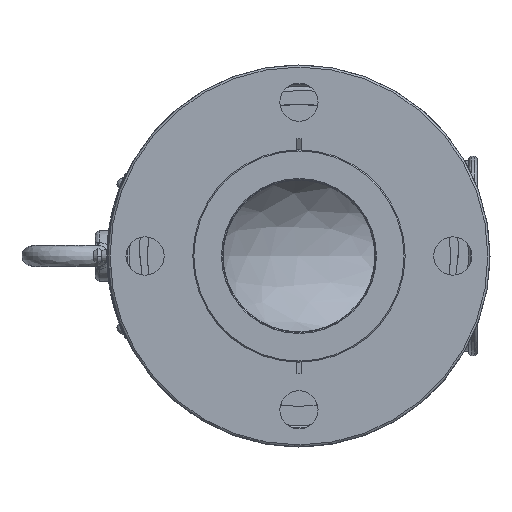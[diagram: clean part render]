
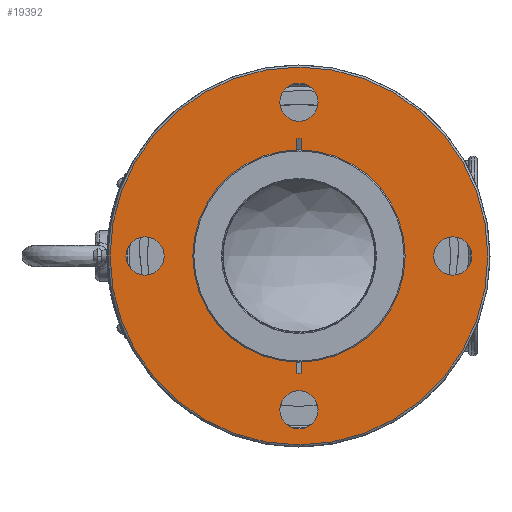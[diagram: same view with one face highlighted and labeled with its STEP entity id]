
A CAD part, left-side view. The second image highlights one B-rep face of the part: STEP entity #19392.
In plain terms, the highlighted planar face has unit normal (-1, 0, 0).
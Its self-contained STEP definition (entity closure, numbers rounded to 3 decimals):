
#732 = DIRECTION ( 'NONE',  ( 0., 0., -1. ) ) ;
#800 = EDGE_LOOP ( 'NONE', ( #4008, #5849, #13713, #2739, #27157, #23571, #18540, #16852 ) ) ;
#1253 = EDGE_CURVE ( 'NONE', #24912, #30780, #31022, .T. ) ;
#1495 = EDGE_LOOP ( 'NONE', ( #21282 ) ) ;
#1761 = DIRECTION ( 'NONE',  ( 0., 0., -1. ) ) ;
#2512 = DIRECTION ( 'NONE',  ( -1., 0., 0. ) ) ;
#2636 = LINE ( 'NONE', #28443, #14568 ) ;
#2695 = DIRECTION ( 'NONE',  ( 0., 0., 1. ) ) ;
#2739 = ORIENTED_EDGE ( 'NONE', *, *, #4914, .F. ) ;
#2956 = EDGE_LOOP ( 'NONE', ( #8418 ) ) ;
#3964 = EDGE_CURVE ( 'NONE', #29570, #12577, #20494, .T. ) ;
#4008 = ORIENTED_EDGE ( 'NONE', *, *, #8113, .F. ) ;
#4914 = EDGE_CURVE ( 'NONE', #30780, #25724, #25116, .T. ) ;
#5151 = AXIS2_PLACEMENT_3D ( 'NONE', #9730, #24628, #27012 ) ;
#5201 = DIRECTION ( 'NONE',  ( 0., 0., -1. ) ) ;
#5282 = CARTESIAN_POINT ( 'NONE',  ( 12., 1., 55.35 ) ) ;
#5477 = EDGE_CURVE ( 'NONE', #30343, #21303, #26232, .T. ) ;
#5764 = CARTESIAN_POINT ( 'NONE',  ( 12., 1., 0. ) ) ;
#5849 = ORIENTED_EDGE ( 'NONE', *, *, #3964, .F. ) ;
#6260 = DIRECTION ( 'NONE',  ( 0., 0., 1. ) ) ;
#6593 = DIRECTION ( 'NONE',  ( 1., 0., 0. ) ) ;
#6616 = EDGE_CURVE ( 'NONE', #25724, #29570, #19622, .T. ) ;
#7631 = FACE_BOUND ( 'NONE', #21342, .T. ) ;
#7891 = VERTEX_POINT ( 'NONE', #10192 ) ;
#8004 = DIRECTION ( 'NONE',  ( -1., 0., 0. ) ) ;
#8019 = FACE_BOUND ( 'NONE', #31702, .T. ) ;
#8036 = DIRECTION ( 'NONE',  ( 0., 0., 1. ) ) ;
#8113 = EDGE_CURVE ( 'NONE', #12577, #22486, #19214, .T. ) ;
#8299 = VERTEX_POINT ( 'NONE', #16680 ) ;
#8343 = EDGE_CURVE ( 'NONE', #25666, #25666, #18060, .T. ) ;
#8418 = ORIENTED_EDGE ( 'NONE', *, *, #24462, .F. ) ;
#8884 = VECTOR ( 'NONE', #2695, 1000. ) ;
#9423 = AXIS2_PLACEMENT_3D ( 'NONE', #10170, #8004, #10479 ) ;
#9581 = DIRECTION ( 'NONE',  ( -1., 0., 0. ) ) ;
#9730 = CARTESIAN_POINT ( 'NONE',  ( 12., 0., 72.5 ) ) ;
#10096 = DIRECTION ( 'NONE',  ( -1., 0., 0. ) ) ;
#10170 = CARTESIAN_POINT ( 'NONE',  ( 12., 0., 0. ) ) ;
#10192 = CARTESIAN_POINT ( 'NONE',  ( 12., 0., -63.5 ) ) ;
#10479 = DIRECTION ( 'NONE',  ( 0., -1., 0. ) ) ;
#10925 = CARTESIAN_POINT ( 'NONE',  ( 12., -72.5, 0. ) ) ;
#11822 = EDGE_CURVE ( 'NONE', #8299, #8299, #25674, .T. ) ;
#12128 = VERTEX_POINT ( 'NONE', #29527 ) ;
#12577 = VERTEX_POINT ( 'NONE', #29888 ) ;
#12627 = FACE_BOUND ( 'NONE', #1495, .T. ) ;
#12677 = DIRECTION ( 'NONE',  ( -1., 0., 0. ) ) ;
#13713 = ORIENTED_EDGE ( 'NONE', *, *, #6616, .F. ) ;
#14568 = VECTOR ( 'NONE', #18405, 1000. ) ;
#15155 = CARTESIAN_POINT ( 'NONE',  ( 12., 0., 0. ) ) ;
#15164 = CARTESIAN_POINT ( 'NONE',  ( 12., -1., 0. ) ) ;
#15355 = EDGE_LOOP ( 'NONE', ( #16510 ) ) ;
#15717 = AXIS2_PLACEMENT_3D ( 'NONE', #10925, #30697, #22802 ) ;
#15857 = CARTESIAN_POINT ( 'NONE',  ( 12., -1., 0. ) ) ;
#16228 = LINE ( 'NONE', #15857, #21610 ) ;
#16459 = AXIS2_PLACEMENT_3D ( 'NONE', #27412, #2512, #29897 ) ;
#16510 = ORIENTED_EDGE ( 'NONE', *, *, #8343, .F. ) ;
#16680 = CARTESIAN_POINT ( 'NONE',  ( 12., -72.5, 9. ) ) ;
#16852 = ORIENTED_EDGE ( 'NONE', *, *, #28617, .F. ) ;
#17341 = AXIS2_PLACEMENT_3D ( 'NONE', #20217, #27590, #8036 ) ;
#18060 = CIRCLE ( 'NONE', #5151, 9. ) ;
#18405 = DIRECTION ( 'NONE',  ( 0., 0., -1. ) ) ;
#18540 = ORIENTED_EDGE ( 'NONE', *, *, #5477, .F. ) ;
#18819 = FACE_OUTER_BOUND ( 'NONE', #2956, .T. ) ;
#18986 = CIRCLE ( 'NONE', #31479, 89. ) ;
#19021 = CARTESIAN_POINT ( 'NONE',  ( 12., -1., 55.35 ) ) ;
#19135 = CARTESIAN_POINT ( 'NONE',  ( 12., 0., -89. ) ) ;
#19214 = CIRCLE ( 'NONE', #17341, 49.5 ) ;
#19392 = ADVANCED_FACE ( 'NONE', ( #21117, #20725, #12627, #8019, #7631, #18819 ), #27109, .F. ) ;
#19622 = CIRCLE ( 'NONE', #23072, 55.359 ) ;
#19904 = CARTESIAN_POINT ( 'NONE',  ( 12., 0., 0. ) ) ;
#20217 = CARTESIAN_POINT ( 'NONE',  ( 12., 0., 0. ) ) ;
#20494 = LINE ( 'NONE', #5764, #26291 ) ;
#20725 = FACE_BOUND ( 'NONE', #15355, .T. ) ;
#20908 = CARTESIAN_POINT ( 'NONE',  ( 12., 1., -49.49 ) ) ;
#21117 = FACE_BOUND ( 'NONE', #800, .T. ) ;
#21282 = ORIENTED_EDGE ( 'NONE', *, *, #29490, .F. ) ;
#21303 = VERTEX_POINT ( 'NONE', #29985 ) ;
#21342 = EDGE_LOOP ( 'NONE', ( #24428 ) ) ;
#21571 = CARTESIAN_POINT ( 'NONE',  ( 12., -1., -49.49 ) ) ;
#21610 = VECTOR ( 'NONE', #6260, 1000. ) ;
#22226 = DIRECTION ( 'NONE',  ( 1., 0., 0. ) ) ;
#22486 = VERTEX_POINT ( 'NONE', #20908 ) ;
#22802 = DIRECTION ( 'NONE',  ( 0., 0., 1. ) ) ;
#23072 = AXIS2_PLACEMENT_3D ( 'NONE', #15155, #12677, #25197 ) ;
#23571 = ORIENTED_EDGE ( 'NONE', *, *, #25922, .F. ) ;
#23732 = CARTESIAN_POINT ( 'NONE',  ( 12., -1., 49.49 ) ) ;
#24142 = CARTESIAN_POINT ( 'NONE',  ( 12., 0., 0. ) ) ;
#24248 = CARTESIAN_POINT ( 'NONE',  ( 12., 0., -72.5 ) ) ;
#24428 = ORIENTED_EDGE ( 'NONE', *, *, #11822, .F. ) ;
#24462 = EDGE_CURVE ( 'NONE', #29935, #29935, #18986, .T. ) ;
#24628 = DIRECTION ( 'NONE',  ( -1., 0., 0. ) ) ;
#24888 = AXIS2_PLACEMENT_3D ( 'NONE', #19904, #10096, #27381 ) ;
#24912 = VERTEX_POINT ( 'NONE', #21571 ) ;
#24963 = CARTESIAN_POINT ( 'NONE',  ( 12., 1., -55.35 ) ) ;
#25116 = LINE ( 'NONE', #15164, #8884 ) ;
#25197 = DIRECTION ( 'NONE',  ( 0., -1., 0. ) ) ;
#25666 = VERTEX_POINT ( 'NONE', #26710 ) ;
#25674 = CIRCLE ( 'NONE', #15717, 9. ) ;
#25724 = VERTEX_POINT ( 'NONE', #19021 ) ;
#25922 = EDGE_CURVE ( 'NONE', #21303, #24912, #16228, .T. ) ;
#26232 = CIRCLE ( 'NONE', #9423, 55.359 ) ;
#26291 = VECTOR ( 'NONE', #732, 1000. ) ;
#26573 = AXIS2_PLACEMENT_3D ( 'NONE', #24248, #9581, #26642 ) ;
#26642 = DIRECTION ( 'NONE',  ( 0., 0., 1. ) ) ;
#26710 = CARTESIAN_POINT ( 'NONE',  ( 12., 0., 81.5 ) ) ;
#27012 = DIRECTION ( 'NONE',  ( 0., 0., 1. ) ) ;
#27109 = PLANE ( 'NONE',  #31284 ) ;
#27157 = ORIENTED_EDGE ( 'NONE', *, *, #1253, .F. ) ;
#27381 = DIRECTION ( 'NONE',  ( 0., 0., 1. ) ) ;
#27412 = CARTESIAN_POINT ( 'NONE',  ( 12., 72.5, 0. ) ) ;
#27590 = DIRECTION ( 'NONE',  ( -1., 0., 0. ) ) ;
#28193 = EDGE_CURVE ( 'NONE', #7891, #7891, #30049, .T. ) ;
#28398 = ORIENTED_EDGE ( 'NONE', *, *, #28193, .F. ) ;
#28443 = CARTESIAN_POINT ( 'NONE',  ( 12., 1., 0. ) ) ;
#28617 = EDGE_CURVE ( 'NONE', #22486, #30343, #2636, .T. ) ;
#29490 = EDGE_CURVE ( 'NONE', #12128, #12128, #29617, .T. ) ;
#29527 = CARTESIAN_POINT ( 'NONE',  ( 12., 72.5, 9. ) ) ;
#29570 = VERTEX_POINT ( 'NONE', #5282 ) ;
#29602 = CARTESIAN_POINT ( 'NONE',  ( 12., 0., 0. ) ) ;
#29617 = CIRCLE ( 'NONE', #16459, 9. ) ;
#29888 = CARTESIAN_POINT ( 'NONE',  ( 12., 1., 49.49 ) ) ;
#29897 = DIRECTION ( 'NONE',  ( 0., 0., 1. ) ) ;
#29935 = VERTEX_POINT ( 'NONE', #19135 ) ;
#29985 = CARTESIAN_POINT ( 'NONE',  ( 12., -1., -55.35 ) ) ;
#30049 = CIRCLE ( 'NONE', #26573, 9. ) ;
#30343 = VERTEX_POINT ( 'NONE', #24963 ) ;
#30697 = DIRECTION ( 'NONE',  ( -1., 0., 0. ) ) ;
#30780 = VERTEX_POINT ( 'NONE', #23732 ) ;
#31022 = CIRCLE ( 'NONE', #24888, 49.5 ) ;
#31284 = AXIS2_PLACEMENT_3D ( 'NONE', #29602, #22226, #5201 ) ;
#31479 = AXIS2_PLACEMENT_3D ( 'NONE', #24142, #6593, #1761 ) ;
#31702 = EDGE_LOOP ( 'NONE', ( #28398 ) ) ;
